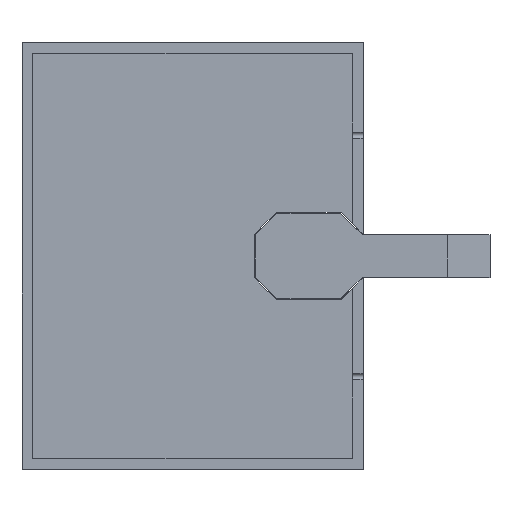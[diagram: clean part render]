
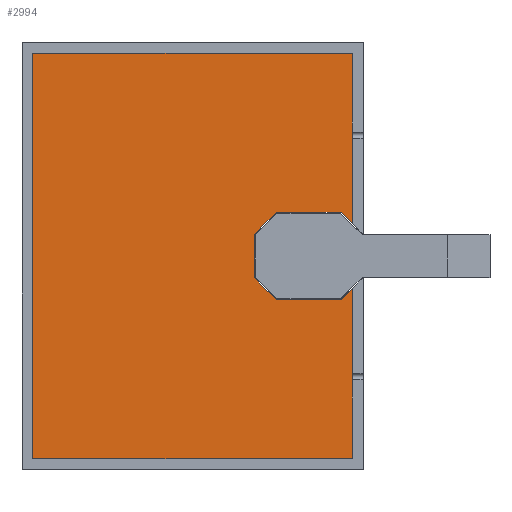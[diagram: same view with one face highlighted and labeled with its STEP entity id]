
A CAD part, top view. The second image highlights one B-rep face of the part: STEP entity #2994.
In plain terms, the highlighted planar face has unit normal (0, 0, 1).
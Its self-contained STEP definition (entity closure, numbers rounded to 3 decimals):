
#476=LINE('',#18012,#706);
#481=LINE('',#18022,#711);
#488=LINE('',#18036,#718);
#491=LINE('',#18042,#721);
#494=LINE('',#18047,#724);
#501=LINE('',#18061,#731);
#502=LINE('',#18063,#732);
#503=LINE('',#18065,#733);
#504=LINE('',#18067,#734);
#505=LINE('',#18069,#735);
#506=LINE('',#18071,#736);
#507=LINE('',#18072,#737);
#706=VECTOR('',#3721,10.);
#711=VECTOR('',#3728,10.);
#718=VECTOR('',#3741,10.);
#721=VECTOR('',#3746,10.);
#724=VECTOR('',#3751,10.);
#731=VECTOR('',#3762,10.);
#732=VECTOR('',#3763,10.);
#733=VECTOR('',#3764,10.);
#734=VECTOR('',#3765,10.);
#735=VECTOR('',#3766,10.);
#736=VECTOR('',#3767,10.);
#737=VECTOR('',#3768,10.);
#829=PLANE('',#3206);
#995=FACE_OUTER_BOUND('',#1165,.T.);
#1165=EDGE_LOOP('',(#2758,#2759,#2760,#2761,#2762,#2763,#2764,#2765,#2766,
#2767,#2768,#2769));
#1472=VERTEX_POINT('',#18009);
#1473=VERTEX_POINT('',#18011);
#1476=VERTEX_POINT('',#18019);
#1477=VERTEX_POINT('',#18021);
#1481=VERTEX_POINT('',#18035);
#1483=VERTEX_POINT('',#18041);
#1489=VERTEX_POINT('',#18060);
#1490=VERTEX_POINT('',#18062);
#1491=VERTEX_POINT('',#18064);
#1492=VERTEX_POINT('',#18066);
#1493=VERTEX_POINT('',#18068);
#1494=VERTEX_POINT('',#18070);
#1896=EDGE_CURVE('',#1473,#1472,#476,.T.);
#1901=EDGE_CURVE('',#1477,#1476,#481,.T.);
#1908=EDGE_CURVE('',#1476,#1481,#488,.T.);
#1911=EDGE_CURVE('',#1481,#1483,#491,.T.);
#1914=EDGE_CURVE('',#1483,#1473,#494,.T.);
#1921=EDGE_CURVE('',#1472,#1489,#501,.T.);
#1922=EDGE_CURVE('',#1489,#1490,#502,.T.);
#1923=EDGE_CURVE('',#1490,#1491,#503,.T.);
#1924=EDGE_CURVE('',#1491,#1492,#504,.T.);
#1925=EDGE_CURVE('',#1492,#1493,#505,.T.);
#1926=EDGE_CURVE('',#1493,#1494,#506,.T.);
#1927=EDGE_CURVE('',#1494,#1477,#507,.T.);
#2758=ORIENTED_EDGE('',*,*,#1901,.T.);
#2759=ORIENTED_EDGE('',*,*,#1908,.T.);
#2760=ORIENTED_EDGE('',*,*,#1911,.T.);
#2761=ORIENTED_EDGE('',*,*,#1914,.T.);
#2762=ORIENTED_EDGE('',*,*,#1896,.T.);
#2763=ORIENTED_EDGE('',*,*,#1921,.T.);
#2764=ORIENTED_EDGE('',*,*,#1922,.T.);
#2765=ORIENTED_EDGE('',*,*,#1923,.T.);
#2766=ORIENTED_EDGE('',*,*,#1924,.T.);
#2767=ORIENTED_EDGE('',*,*,#1925,.T.);
#2768=ORIENTED_EDGE('',*,*,#1926,.T.);
#2769=ORIENTED_EDGE('',*,*,#1927,.T.);
#2994=ADVANCED_FACE('',(#995),#829,.T.);
#3206=AXIS2_PLACEMENT_3D('',#18059,#3760,#3761);
#3721=DIRECTION('',(0.,1.,0.));
#3728=DIRECTION('',(0.,1.,0.));
#3741=DIRECTION('',(-1.,0.,0.));
#3746=DIRECTION('',(0.,-1.,0.));
#3751=DIRECTION('',(1.,0.,0.));
#3760=DIRECTION('center_axis',(0.,0.,1.));
#3761=DIRECTION('ref_axis',(1.,0.,0.));
#3762=DIRECTION('',(-0.707,-0.707,0.));
#3763=DIRECTION('',(-1.,0.,0.));
#3764=DIRECTION('',(-0.707,0.707,0.));
#3765=DIRECTION('',(0.,1.,0.));
#3766=DIRECTION('',(0.707,0.707,0.));
#3767=DIRECTION('',(1.,0.,0.));
#3768=DIRECTION('',(0.707,-0.707,0.));
#18009=CARTESIAN_POINT('',(-64.5,-15.207,55.));
#18011=CARTESIAN_POINT('',(-64.5,-95.,55.));
#18012=CARTESIAN_POINT('',(-64.5,-7.604,55.));
#18019=CARTESIAN_POINT('',(-64.5,95.,55.));
#18021=CARTESIAN_POINT('',(-64.5,15.207,55.));
#18022=CARTESIAN_POINT('',(-64.5,47.5,55.));
#18035=CARTESIAN_POINT('',(-214.5,95.,55.));
#18036=CARTESIAN_POINT('',(-177.,95.,55.));
#18041=CARTESIAN_POINT('',(-214.5,-95.,55.));
#18042=CARTESIAN_POINT('',(-214.5,-47.5,55.));
#18047=CARTESIAN_POINT('',(-102.,-95.,55.));
#18059=CARTESIAN_POINT('Origin',(-139.5,0.,55.));
#18060=CARTESIAN_POINT('',(-69.793,-20.5,55.));
#18061=CARTESIAN_POINT('',(-59.5,-10.207,55.));
#18062=CARTESIAN_POINT('',(-100.207,-20.5,55.));
#18063=CARTESIAN_POINT('',(-69.793,-20.5,55.));
#18064=CARTESIAN_POINT('',(-110.5,-10.207,55.));
#18065=CARTESIAN_POINT('',(-100.207,-20.5,55.));
#18066=CARTESIAN_POINT('',(-110.5,10.207,55.));
#18067=CARTESIAN_POINT('',(-110.5,-10.207,55.));
#18068=CARTESIAN_POINT('',(-100.207,20.5,55.));
#18069=CARTESIAN_POINT('',(-110.5,10.207,55.));
#18070=CARTESIAN_POINT('',(-69.793,20.5,55.));
#18071=CARTESIAN_POINT('',(-100.207,20.5,55.));
#18072=CARTESIAN_POINT('',(-69.793,20.5,55.));
